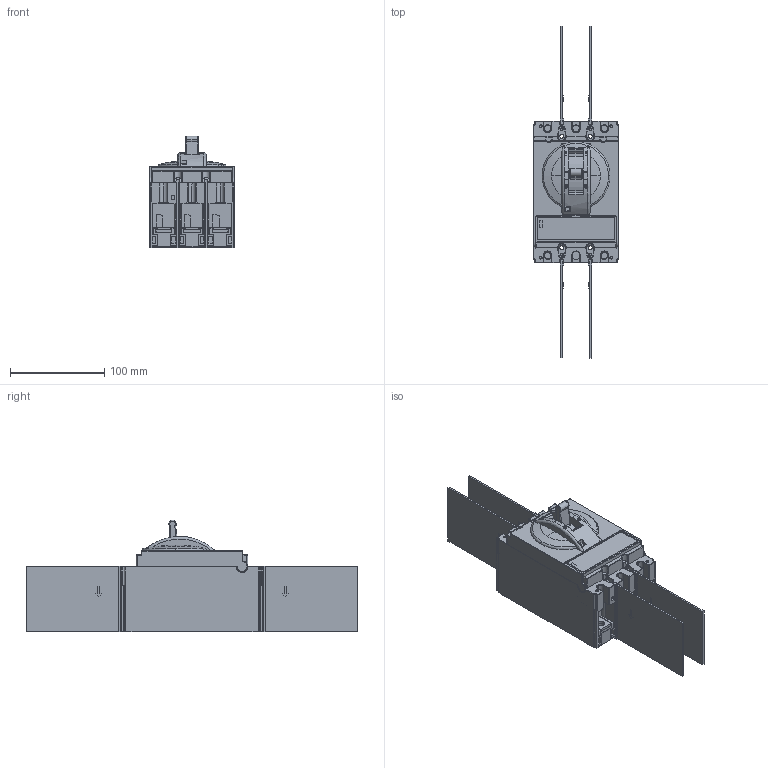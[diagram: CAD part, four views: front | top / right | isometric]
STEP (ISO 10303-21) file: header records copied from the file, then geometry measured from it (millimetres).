
FILE_DESCRIPTION (( 'STEP AP203' ), '1' );
FILE_NAME ('Ñáîðêà2.STEP', '2023-08-23T08:13:00', ( '' ), ( '' ), 'SwSTEP 2.0', 'SolidWorks 2022', '' );
FILE_SCHEMA (( 'CONFIG_CONTROL_DESIGN' ));
Length unit declared in the file: millimetre
Products named in the file (2): AR-MCCB-3A-035-0063A-ATUC ARMAT Авт. выкл. лит. корпус 3P A 35кА 63А ТМ рег. IEK; Сборка2
Assembly tree (1 placements, depth 2):
  Сборка2
    AR-MCCB-3A-035-0063A-ATUC ARMAT Авт. выкл. лит. корпус 3P A 35кА 63А ТМ рег. IEK
Bounding box: 90 x 351.6 x 118.18 mm (x, y, z)
Volume: 974850.3 mm3; surface area: 249328.3 mm2
Topology: 18 solids, 35 shells, 3234 faces, 8737 edges, 5506 vertices
Faces by surface type: plane 1680, cylinder 1141, torus 198, sphere 123, bspline 52, cone 40
Entity records: 104541 total; most frequent: CARTESIAN_POINT 22221, DIRECTION 17467, ORIENTED_EDGE 17274, EDGE_CURVE 8637, AXIS2_PLACEMENT_3D 5977, VECTOR 5513, LINE 5513, VERTEX_POINT 5505
